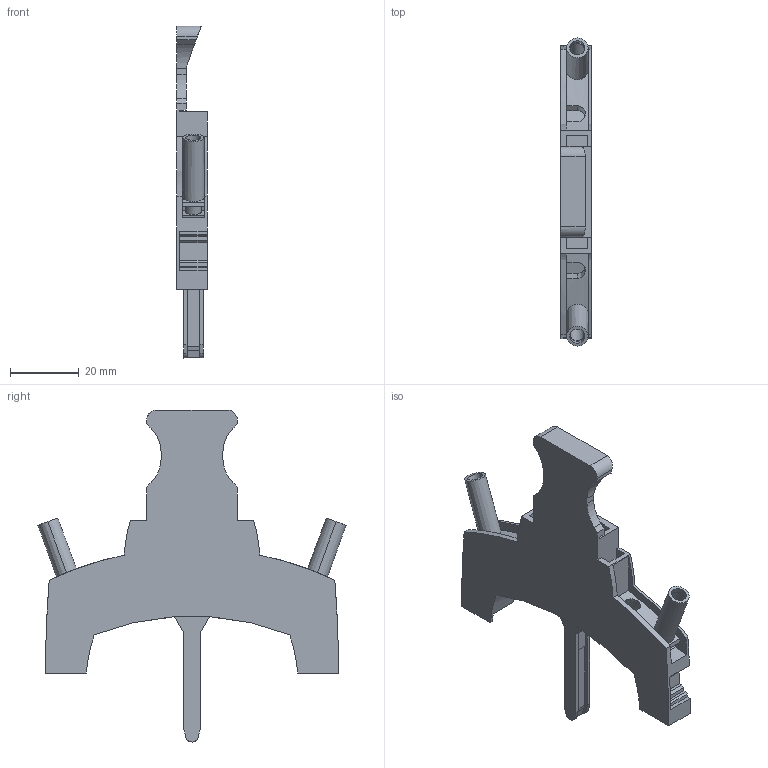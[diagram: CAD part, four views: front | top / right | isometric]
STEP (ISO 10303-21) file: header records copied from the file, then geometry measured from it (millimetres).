
FILE_DESCRIPTION(('Creo Elements/Direct Modeling STEP Export'),'2;1');
FILE_NAME('model.stp','2018-10-18T 0:22:48',(''),(''),'Creo Elements/Direct Modeling STEP processor for AP214 (Solid Model)','Creo Elements/Direct Modeling 18.1I 14-Aug-2016 (C) Parametric Technology GmbH','');
FILE_SCHEMA(('AUTOMOTIVE_DESIGN { 1 0 10303 214 1 1 1 1 }'));
Length unit declared in the file: millimetre
Products named in the file (2): FTP_2_1_SERVICE-select
Assembly tree (1 placements, depth 2):
  FTP_2_1_SERVICE-select
    FTP_2_1_SERVICE-select
Bounding box: 8.95 x 89.89 x 96.81 mm (x, y, z)
Volume: 21255.7 mm3; surface area: 13698.5 mm2
Topology: 1 solids, 1 shells, 203 faces, 599 edges, 404 vertices
Faces by surface type: plane 163, cylinder 35, cone 4, extrusion 1
Entity records: 10846 total; most frequent: CARTESIAN_POINT 3816, ORIENTED_EDGE 1198, DIRECTION 1009, EDGE_CURVE 599, VECTOR 467, LINE 466, VERTEX_POINT 404, AXIS2_PLACEMENT_3D 271
